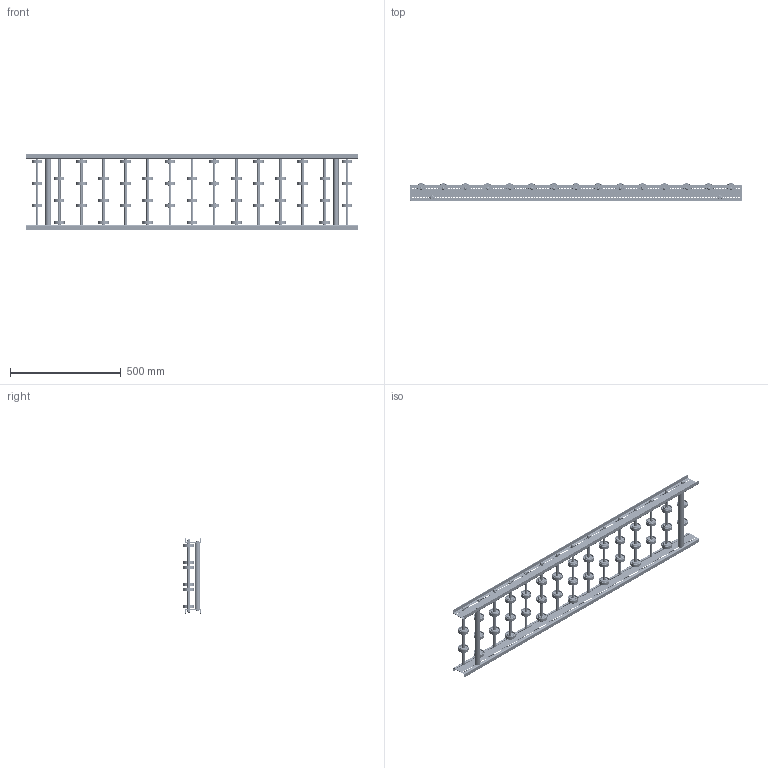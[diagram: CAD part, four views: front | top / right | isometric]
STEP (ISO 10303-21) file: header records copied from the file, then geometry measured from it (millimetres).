
FILE_DESCRIPTION (( 'STEP AP214' ), '1' );
FILE_NAME ('0052285.step', '2021-10-26T13:15:08', ( '' ), ( '' ), 'SwSTEP 2.0', 'SolidWorks 2020', '' );
FILE_SCHEMA (( 'AUTOMOTIVE_DESIGN' ));
Length unit declared in the file: millimetre
Products named in the file (9): Traversen_KFG_L300; 0011532_2300-48-8; Profil_LRB-20x70x20x2_KFG_S100201_U-PROFIL-20-70-20-2-LRB-L=1500; S106837_Gewindestange-M8-KFG_L320; S100994_Sperrzahnschraube_M08x16-8.8-A2K; 0052285; 0046278_KB-ROHR-12X1,75mm_KFG_L76; Hutmutter_DIN_1587_M8; Röllchenachse-für-Konfiguration_EL300
Assembly tree (60 placements, depth 3):
  0052285
    Profil_LRB-20x70x20x2_KFG_S100201_U-PROFIL-20-70-20-2-LRB-L=1500  x2
    S100994_Sperrzahnschraube_M08x16-8.8-A2K  x4
    Traversen_KFG_L300  x2
    Röllchenachse-für-Konfiguration_EL300  x15
      S106837_Gewindestange-M8-KFG_L320
      0011532_2300-48-8
      0046278_KB-ROHR-12X1,75mm_KFG_L76
    Hutmutter_DIN_1587_M8  x30
Bounding box: 1500 x 79 x 340 mm (x, y, z)
Volume: 1951981.3 mm3; surface area: 1524173.5 mm2
Topology: 147 solids, 147 shells, 5567 faces, 12336 edges, 7424 vertices
Faces by surface type: cylinder 2148, torus 1456, plane 975, cone 958, bspline 30
Entity records: 24334 total; most frequent: DIRECTION 4429, CARTESIAN_POINT 4208, ORIENTED_EDGE 3696, AXIS2_PLACEMENT_3D 1919, EDGE_CURVE 1848, VERTEX_POINT 1202, EDGE_LOOP 1178, CIRCLE 1177
